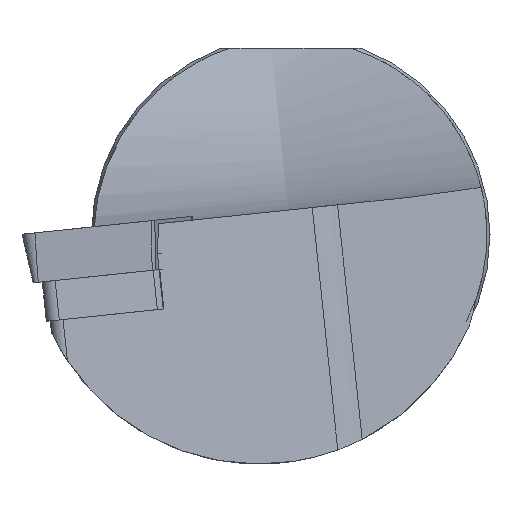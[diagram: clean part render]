
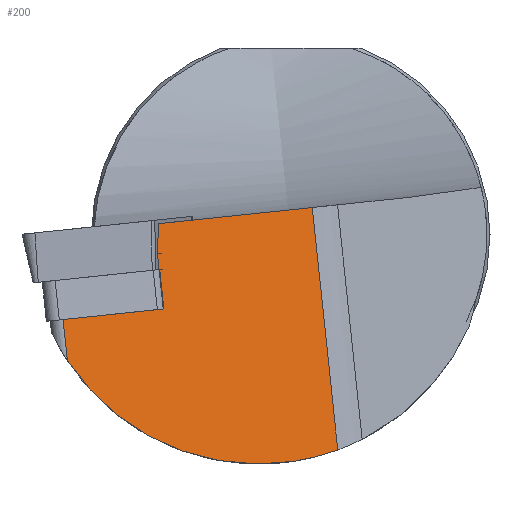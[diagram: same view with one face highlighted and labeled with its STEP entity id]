
A CAD part, left-side view. The second image highlights one B-rep face of the part: STEP entity #200.
In plain terms, the highlighted planar face has unit normal (-0.954, -0.298, 0.031).
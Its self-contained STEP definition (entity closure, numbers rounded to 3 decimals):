
#148=ELLIPSE('',#944,19.283,18.4);
#156=B_SPLINE_CURVE_WITH_KNOTS('',3,(#1217,#1218,#1219,#1220),
 .UNSPECIFIED.,.F.,.F.,(4,4),(0.,1.),.UNSPECIFIED.);
#173=B_SPLINE_CURVE_WITH_KNOTS('',3,(#1636,#1637,#1638,#1639),
 .UNSPECIFIED.,.F.,.F.,(4,4),(0.,1.),.UNSPECIFIED.);
#200=ADVANCED_FACE('',(#268),#235,.F.);
#235=PLANE('',#945);
#268=FACE_OUTER_BOUND('',#314,.T.);
#314=EDGE_LOOP('',(#454,#455,#456,#457,#458,#459,#460,#461,#462));
#454=ORIENTED_EDGE('',*,*,#738,.T.);
#455=ORIENTED_EDGE('',*,*,#736,.F.);
#456=ORIENTED_EDGE('',*,*,#739,.T.);
#457=ORIENTED_EDGE('',*,*,#740,.T.);
#458=ORIENTED_EDGE('',*,*,#720,.T.);
#459=ORIENTED_EDGE('',*,*,#685,.T.);
#460=ORIENTED_EDGE('',*,*,#741,.T.);
#461=ORIENTED_EDGE('',*,*,#742,.T.);
#462=ORIENTED_EDGE('',*,*,#683,.T.);
#604=VERTEX_POINT('',#1211);
#606=VERTEX_POINT('',#1214);
#607=VERTEX_POINT('',#1221);
#608=VERTEX_POINT('',#1222);
#633=VERTEX_POINT('',#1640);
#644=VERTEX_POINT('',#1989);
#645=VERTEX_POINT('',#1991);
#646=VERTEX_POINT('',#1996);
#647=VERTEX_POINT('',#1999);
#683=EDGE_CURVE('',#606,#604,#799,.T.);
#685=EDGE_CURVE('',#607,#608,#156,.T.);
#720=EDGE_CURVE('',#633,#607,#173,.T.);
#736=EDGE_CURVE('',#644,#645,#814,.T.);
#738=EDGE_CURVE('',#604,#645,#815,.T.);
#739=EDGE_CURVE('',#644,#646,#148,.T.);
#740=EDGE_CURVE('',#646,#633,#816,.T.);
#741=EDGE_CURVE('',#608,#647,#817,.T.);
#742=EDGE_CURVE('',#647,#606,#818,.T.);
#799=LINE('',#1213,#857);
#814=LINE('',#1990,#872);
#815=LINE('',#1994,#873);
#816=LINE('',#1997,#874);
#817=LINE('',#1998,#875);
#818=LINE('',#2000,#876);
#857=VECTOR('',#1000,1.);
#872=VECTOR('',#1065,1.);
#873=VECTOR('',#1070,1.);
#874=VECTOR('',#1073,1.);
#875=VECTOR('',#1074,1.);
#876=VECTOR('',#1075,1.);
#944=AXIS2_PLACEMENT_3D('',#1995,#1071,#1072);
#945=AXIS2_PLACEMENT_3D('',#2001,#1076,#1077);
#1000=DIRECTION('',(-0.299,0.949,-0.1));
#1065=DIRECTION('',(0.,0.105,0.995));
#1070=DIRECTION('',(-0.299,0.949,-0.1));
#1071=DIRECTION('',(-0.954,-0.298,0.031));
#1072=DIRECTION('',(-0.299,0.949,-0.1));
#1073=DIRECTION('',(0.,0.105,0.995));
#1074=DIRECTION('',(-0.044,0.037,-0.998));
#1075=DIRECTION('',(0.,-0.105,-0.995));
#1076=DIRECTION('',(0.954,0.298,-0.031));
#1077=DIRECTION('',(0.298,-0.955,0.));
#1211=CARTESIAN_POINT('',(4.506,10.264,-5.956));
#1213=CARTESIAN_POINT('',(8.513,-2.445,-4.62));
#1214=CARTESIAN_POINT('',(4.514,10.238,-5.953));
#1217=CARTESIAN_POINT('',(4.788,10.086,0.951));
#1218=CARTESIAN_POINT('',(4.732,10.262,0.932));
#1219=CARTESIAN_POINT('',(4.677,10.437,0.914));
#1220=CARTESIAN_POINT('',(4.622,10.612,0.895));
#1221=CARTESIAN_POINT('',(4.788,10.086,0.951));
#1222=CARTESIAN_POINT('',(4.622,10.612,0.895));
#1636=CARTESIAN_POINT('',(8.513,-1.729,2.192));
#1637=CARTESIAN_POINT('',(7.271,2.209,1.778));
#1638=CARTESIAN_POINT('',(6.029,6.148,1.365));
#1639=CARTESIAN_POINT('',(4.788,10.086,0.951));
#1640=CARTESIAN_POINT('',(8.513,-1.729,2.192));
#1989=CARTESIAN_POINT('',(1.979,17.932,-10.097));
#1990=CARTESIAN_POINT('',(1.979,55.957,351.688));
#1991=CARTESIAN_POINT('',(1.979,18.279,-6.798));
#1994=CARTESIAN_POINT('',(8.513,-2.445,-4.62));
#1995=CARTESIAN_POINT('',(7.107,2.55,0.));
#1996=CARTESIAN_POINT('',(8.513,-3.776,-17.278));
#1997=CARTESIAN_POINT('',(8.513,35.233,353.867));
#1998=CARTESIAN_POINT('',(4.492,10.722,-2.027));
#1999=CARTESIAN_POINT('',(4.514,10.703,-1.528));
#2000=CARTESIAN_POINT('',(4.514,13.33,23.464));
#2001=CARTESIAN_POINT('',(8.513,35.233,353.867));
